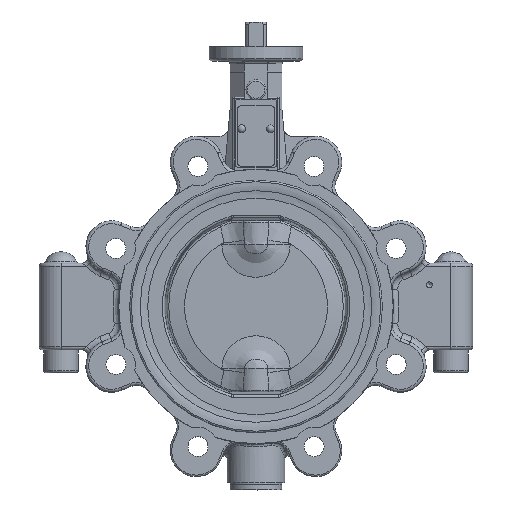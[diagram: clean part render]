
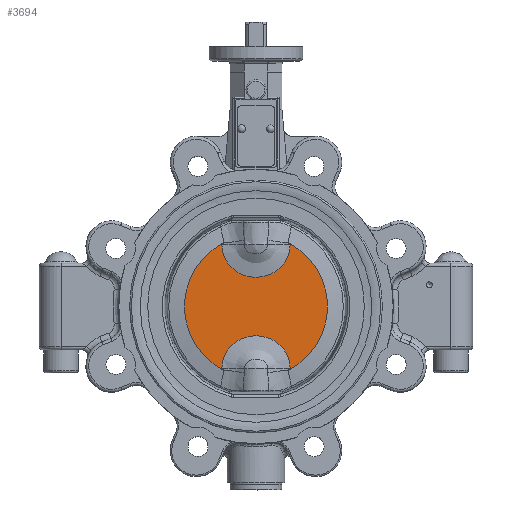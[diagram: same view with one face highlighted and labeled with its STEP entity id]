
A CAD part, top view. The second image highlights one B-rep face of the part: STEP entity #3694.
In plain terms, the highlighted planar face has unit normal (0, 0, 1).
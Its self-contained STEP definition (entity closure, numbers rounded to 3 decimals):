
#2969=CARTESIAN_POINT('',(23.642,45.989,4.75));
#2970=VERTEX_POINT('',#2969);
#2984=CARTESIAN_POINT('',(23.642,-40.989,4.75));
#2985=VERTEX_POINT('',#2984);
#2986=CARTESIAN_POINT('',(0.0,2.5,4.75));
#2987=DIRECTION('',(0.0,0.0,1.0));
#2988=DIRECTION('',(1.0,0.0,0.0));
#2989=AXIS2_PLACEMENT_3D('',#2986,#2987,#2988);
#2990=CIRCLE('',#2989,49.5);
#2991=EDGE_CURVE('',#2985,#2970,#2990,.T.);
#3212=CARTESIAN_POINT('',(23.642,-40.37,4.75));
#3213=VERTEX_POINT('',#3212);
#3231=CARTESIAN_POINT('',(23.642,-40.989,4.75));
#3232=DIRECTION('',(0.0,1.0,0.0));
#3233=VECTOR('',#3232,0.619);
#3234=LINE('',#3231,#3233);
#3235=EDGE_CURVE('',#2985,#3213,#3234,.T.);
#3452=CARTESIAN_POINT('',(-23.642,-40.37,4.75));
#3453=VERTEX_POINT('',#3452);
#3454=CARTESIAN_POINT('',(23.642,-40.37,4.75));
#3455=CARTESIAN_POINT('',(23.642,-39.724,4.75));
#3456=CARTESIAN_POINT('',(23.603,-38.86,4.75));
#3457=CARTESIAN_POINT('',(23.423,-37.134,4.75));
#3458=CARTESIAN_POINT('',(23.074,-35.204,4.75));
#3459=CARTESIAN_POINT('',(22.467,-33.23,4.75));
#3460=CARTESIAN_POINT('',(21.988,-32.029,4.75));
#3461=CARTESIAN_POINT('',(21.646,-31.238,4.75));
#3462=CARTESIAN_POINT('',(21.04,-29.969,4.75));
#3463=CARTESIAN_POINT('',(20.044,-28.282,4.75));
#3464=CARTESIAN_POINT('',(19.011,-26.881,4.75));
#3465=CARTESIAN_POINT('',(17.901,-25.546,4.75));
#3466=CARTESIAN_POINT('',(16.559,-24.147,4.75));
#3467=CARTESIAN_POINT('',(14.336,-22.299,4.75));
#3468=CARTESIAN_POINT('',(12.001,-20.828,4.75));
#3469=CARTESIAN_POINT('',(9.926,-19.839,4.75));
#3470=CARTESIAN_POINT('',(8.318,-19.209,4.75));
#3471=CARTESIAN_POINT('',(6.808,-18.722,4.75));
#3472=CARTESIAN_POINT('',(5.13,-18.31,4.75));
#3473=CARTESIAN_POINT('',(2.866,-17.917,4.75));
#3474=CARTESIAN_POINT('',(0.56,-17.759,4.75));
#3475=CARTESIAN_POINT('',(-2.31,-17.859,4.75));
#3476=CARTESIAN_POINT('',(-5.17,-18.257,4.75));
#3477=CARTESIAN_POINT('',(-8.492,-19.201,4.75));
#3478=CARTESIAN_POINT('',(-11.139,-20.379,4.75));
#3479=CARTESIAN_POINT('',(-13.122,-21.535,4.75));
#3480=CARTESIAN_POINT('',(-15.508,-23.167,4.75));
#3481=CARTESIAN_POINT('',(-17.65,-25.165,4.75));
#3482=CARTESIAN_POINT('',(-19.784,-27.873,4.75));
#3483=CARTESIAN_POINT('',(-21.152,-30.092,4.75));
#3484=CARTESIAN_POINT('',(-22.318,-32.74,4.75));
#3485=CARTESIAN_POINT('',(-23.075,-35.213,4.75));
#3486=CARTESIAN_POINT('',(-23.54,-37.78,4.75));
#3487=CARTESIAN_POINT('',(-23.642,-39.509,4.75));
#3488=CARTESIAN_POINT('',(-23.642,-40.37,4.75));
#3489=B_SPLINE_CURVE_WITH_KNOTS('',3,(#3454,#3455,#3456,#3457,#3458,#3459,#3460,#3461,#3462,#3463,#3464,#3465,#3466,#3467,#3468,#3469,#3470,#3471,#3472,#3473,#3474,#3475,#3476,#3477,#3478,#3479,#3480,#3481,#3482,#3483,#3484,#3485,#3486,#3487,#3488),.UNSPECIFIED.,.F.,.U.,(4,1,1,1,1,1,1,1,1,1,1,1,1,1,1,1,1,1,1,1,1,1,1,1,1,1,1,1,1,1,1,1,4),(-7.232,-7.038,-6.974,-6.715,-6.457,-6.36,-6.328,-6.199,-5.941,-5.747,-5.682,-5.424,-5.166,-4.821,-4.606,-4.477,-4.305,-4.133,-3.96,-3.616,-3.444,-3.099,-2.755,-2.411,-2.238,-2.066,-1.55,-1.378,-1.033,-0.775,-0.517,-0.258,0.0),.UNSPECIFIED.);
#3490=EDGE_CURVE('',#3213,#3453,#3489,.T.);
#3554=CARTESIAN_POINT('',(-23.642,-40.989,4.75));
#3555=VERTEX_POINT('',#3554);
#3556=CARTESIAN_POINT('',(-23.642,-40.37,4.75));
#3557=DIRECTION('',(0.0,-1.0,0.0));
#3558=VECTOR('',#3557,0.619);
#3559=LINE('',#3556,#3558);
#3560=EDGE_CURVE('',#3453,#3555,#3559,.T.);
#3588=CARTESIAN_POINT('',(-23.642,45.989,4.75));
#3589=VERTEX_POINT('',#3588);
#3590=CARTESIAN_POINT('',(0.0,2.5,4.75));
#3591=DIRECTION('',(0.0,0.0,1.0));
#3592=DIRECTION('',(1.0,0.0,0.0));
#3593=AXIS2_PLACEMENT_3D('',#3590,#3591,#3592);
#3594=CIRCLE('',#3593,49.5);
#3595=EDGE_CURVE('',#3589,#3555,#3594,.T.);
#3629=CARTESIAN_POINT('',(24.75,2.5,4.75));
#3630=DIRECTION('',(0.0,0.0,1.0));
#3631=DIRECTION('',(0.0,-1.0,0.0));
#3632=AXIS2_PLACEMENT_3D('',#3629,#3630,#3631);
#3633=PLANE('',#3632);
#3634=ORIENTED_EDGE('',*,*,#3560,.F.);
#3635=ORIENTED_EDGE('',*,*,#3490,.F.);
#3636=ORIENTED_EDGE('',*,*,#3235,.F.);
#3637=ORIENTED_EDGE('',*,*,#2991,.T.);
#3638=CARTESIAN_POINT('',(23.642,45.37,4.75));
#3639=VERTEX_POINT('',#3638);
#3640=CARTESIAN_POINT('',(23.642,45.37,4.75));
#3641=DIRECTION('',(0.0,1.0,0.0));
#3642=VECTOR('',#3641,0.619);
#3643=LINE('',#3640,#3642);
#3644=EDGE_CURVE('',#3639,#2970,#3643,.T.);
#3645=ORIENTED_EDGE('',*,*,#3644,.F.);
#3646=CARTESIAN_POINT('',(-23.642,45.37,4.75));
#3647=VERTEX_POINT('',#3646);
#3648=CARTESIAN_POINT('',(-23.642,45.37,4.75));
#3649=CARTESIAN_POINT('',(-23.642,44.509,4.75));
#3650=CARTESIAN_POINT('',(-23.54,42.78,4.75));
#3651=CARTESIAN_POINT('',(-23.076,40.213,4.75));
#3652=CARTESIAN_POINT('',(-22.444,38.151,4.75));
#3653=CARTESIAN_POINT('',(-21.793,36.549,4.75));
#3654=CARTESIAN_POINT('',(-21.048,34.983,4.75));
#3655=CARTESIAN_POINT('',(-20.239,33.611,4.75));
#3656=CARTESIAN_POINT('',(-19.25,32.197,4.75));
#3657=CARTESIAN_POINT('',(-18.361,31.068,4.75));
#3658=CARTESIAN_POINT('',(-16.793,29.364,4.75));
#3659=CARTESIAN_POINT('',(-15.031,27.842,4.75));
#3660=CARTESIAN_POINT('',(-13.122,26.535,4.75));
#3661=CARTESIAN_POINT('',(-10.643,25.089,4.75));
#3662=CARTESIAN_POINT('',(-7.944,24.004,4.75));
#3663=CARTESIAN_POINT('',(-4.6,23.178,4.75));
#3664=CARTESIAN_POINT('',(-2.309,22.859,4.75));
#3665=CARTESIAN_POINT('',(-0.014,22.78,4.75));
#3666=CARTESIAN_POINT('',(2.29,22.857,4.75));
#3667=CARTESIAN_POINT('',(4.572,23.173,4.75));
#3668=CARTESIAN_POINT('',(6.807,23.722,4.75));
#3669=CARTESIAN_POINT('',(9.005,24.43,4.75));
#3670=CARTESIAN_POINT('',(11.633,25.596,4.75));
#3671=CARTESIAN_POINT('',(14.335,27.299,4.75));
#3672=CARTESIAN_POINT('',(16.226,28.871,4.75));
#3673=CARTESIAN_POINT('',(17.453,30.079,4.75));
#3674=CARTESIAN_POINT('',(19.197,32.002,4.75));
#3675=CARTESIAN_POINT('',(20.669,34.188,4.75));
#3676=CARTESIAN_POINT('',(21.785,36.531,4.75));
#3677=CARTESIAN_POINT('',(22.435,38.126,4.75));
#3678=CARTESIAN_POINT('',(23.074,40.204,4.75));
#3679=CARTESIAN_POINT('',(23.539,42.777,4.75));
#3680=CARTESIAN_POINT('',(23.642,44.509,4.75));
#3681=CARTESIAN_POINT('',(23.642,45.37,4.75));
#3682=B_SPLINE_CURVE_WITH_KNOTS('',3,(#3648,#3649,#3650,#3651,#3652,#3653,#3654,#3655,#3656,#3657,#3658,#3659,#3660,#3661,#3662,#3663,#3664,#3665,#3666,#3667,#3668,#3669,#3670,#3671,#3672,#3673,#3674,#3675,#3676,#3677,#3678,#3679,#3680,#3681),.UNSPECIFIED.,.F.,.U.,(4,1,1,1,1,1,1,1,1,1,1,1,1,1,1,1,1,1,1,1,1,1,1,1,1,1,1,1,1,1,1,4),(-7.232,-6.974,-6.715,-6.457,-6.328,-6.199,-5.941,-5.854,-5.682,-5.51,-5.166,-4.994,-4.821,-4.305,-4.133,-3.788,-3.616,-3.444,-3.099,-2.927,-2.755,-2.411,-2.066,-1.808,-1.679,-1.55,-1.033,-0.904,-0.775,-0.517,-0.258,0.0),.UNSPECIFIED.);
#3683=EDGE_CURVE('',#3647,#3639,#3682,.T.);
#3684=ORIENTED_EDGE('',*,*,#3683,.F.);
#3685=CARTESIAN_POINT('',(-23.642,45.989,4.75));
#3686=DIRECTION('',(0.0,-1.0,0.0));
#3687=VECTOR('',#3686,0.619);
#3688=LINE('',#3685,#3687);
#3689=EDGE_CURVE('',#3589,#3647,#3688,.T.);
#3690=ORIENTED_EDGE('',*,*,#3689,.F.);
#3691=ORIENTED_EDGE('',*,*,#3595,.T.);
#3692=EDGE_LOOP('',(#3634,#3635,#3636,#3637,#3645,#3684,#3690,#3691));
#3693=FACE_OUTER_BOUND('',#3692,.T.);
#3694=ADVANCED_FACE('',(#3693),#3633,.T.);
